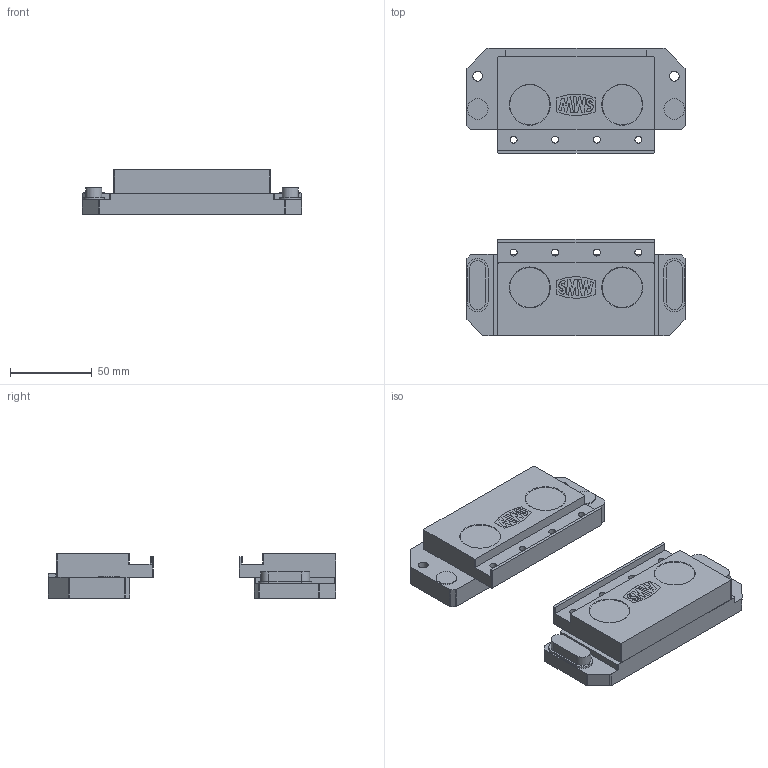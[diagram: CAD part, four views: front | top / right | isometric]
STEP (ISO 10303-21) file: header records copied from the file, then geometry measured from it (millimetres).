
FILE_DESCRIPTION(/* description */ ('SaundersMachineWorksClamp','CAx-IF Rec.Pracs.---Representation and Presentation of Product Manufacturing Information (PMI)---4.0---2014-10-13'),/* implementation_level */ '2;1');
FILE_NAME(/* name */ 'Gen3 Hobby Mod Vise (Metric).step',/* time_stamp */ '2025-03-12T12:29:14-04:00',/* author */ (''),/* organization */ (''),/* preprocessor_version */ 'ST-DEVELOPER v20',/* originating_system */ 'Autodesk Translation Framework v13.20.0.188',/* authorisation */ '');
FILE_SCHEMA (('AP242_MANAGED_MODEL_BASED_3D_ENGINEERING_MIM_LF { 1 0 10303 442 1 1 4 }'));
Length unit declared in the file: inch
Products named in the file (6): Gen3 Hobby Mod Vise (M6); Fixed Side Assembly; M6 Fixed Base; Adjustable Side Assembly; M6 Adjustable Base; Top Jaw
Assembly tree (6 placements, depth 3):
  Gen3 Hobby Mod Vise (M6)
    Fixed Side Assembly
      M6 Fixed Base
      Top Jaw
    Adjustable Side Assembly
      M6 Adjustable Base
      Top Jaw
Bounding box: 133.72 x 175.81 x 27.05 mm (x, y, z)
Volume: 308028 mm3; surface area: 70760.3 mm2
Topology: 4 solids, 4 shells, 386 faces, 1044 edges, 696 vertices
Faces by surface type: bspline 162, plane 124, cylinder 96, cone 4
Full cylindrical faces by diameter (mm): 4.234 x8, 6 x4, 10.272 x2, 10.274 x2, 12 x4, 12.624 x2
Entity records: 10046 total; most frequent: CARTESIAN_POINT 3958, ORIENTED_EDGE 1338, DIRECTION 1021, EDGE_CURVE 669, VERTEX_POINT 446, LINE 357, VECTOR 357, AXIS2_PLACEMENT_3D 332
